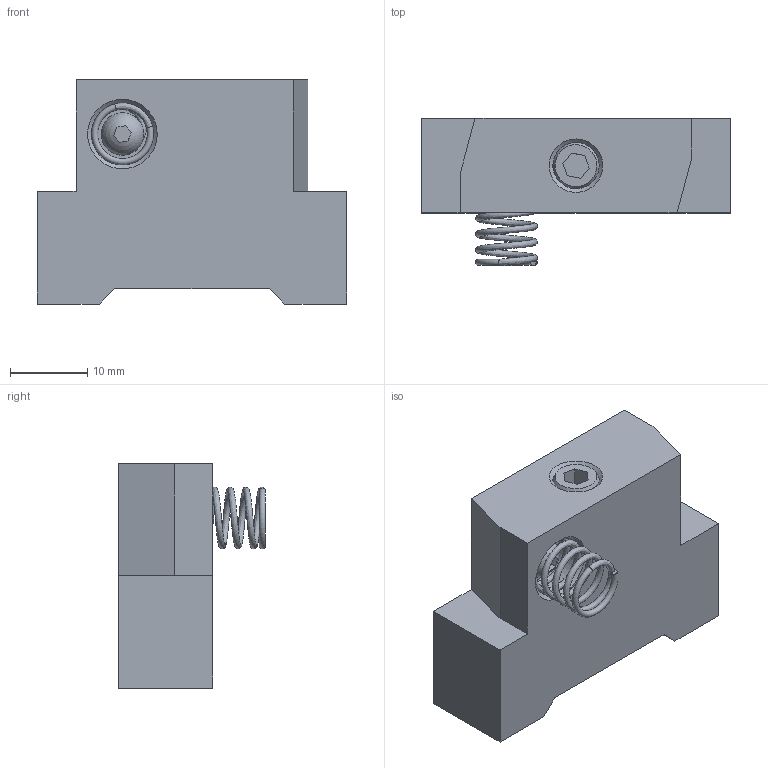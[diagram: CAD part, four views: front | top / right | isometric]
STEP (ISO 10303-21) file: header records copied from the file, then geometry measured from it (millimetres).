
FILE_DESCRIPTION( ( 'Unknown' ), '1' );
FILE_NAME( 'SVF-S07-72.stp', 'Unknown', ( 'Unknown' ), ( 'Unknown' ), 'PSStep 17.0.49', 'Unknown', ' ' );
FILE_SCHEMA( ( 'AUTOMOTIVE_DESIGN { 1 0 10303 214 1 1 1 1 }' ) );
Length unit declared in the file: millimetre
Products named in the file (5): Assem1; 1-SVF-S07-72-1; 1-SVF-SWP-D8L11; 4-01-CCP-M3L5; 4-01-SET-M6L25
Assembly tree (4 placements, depth 2):
  Assem1
    1-SVF-S07-72-1
    1-SVF-SWP-D8L11
    4-01-CCP-M3L5
    4-01-SET-M6L25
Bounding box: 40 x 19 x 29 mm (x, y, z)
Volume: 11575.5 mm3; surface area: 5355.1 mm2
Topology: 4 solids, 4 shells, 184 faces, 389 edges, 215 vertices
Faces by surface type: cone 73, cylinder 70, plane 37, bspline 2, torus 1, sphere 1
Full cylindrical faces by diameter (mm): 2.459 x1, 2.5 x9, 3 x10, 4.917 x1, 5 x24, 6 x24, 8 x1
Entity records: 7110 total; most frequent: CARTESIAN_POINT 2186, DIRECTION 764, ORIENTED_EDGE 466, AXIS2_PLACEMENT_3D 346, EDGE_LOOP 339, FACE_OUTER_BOUND 258, EDGE_CURVE 233, VERTEX_POINT 207
